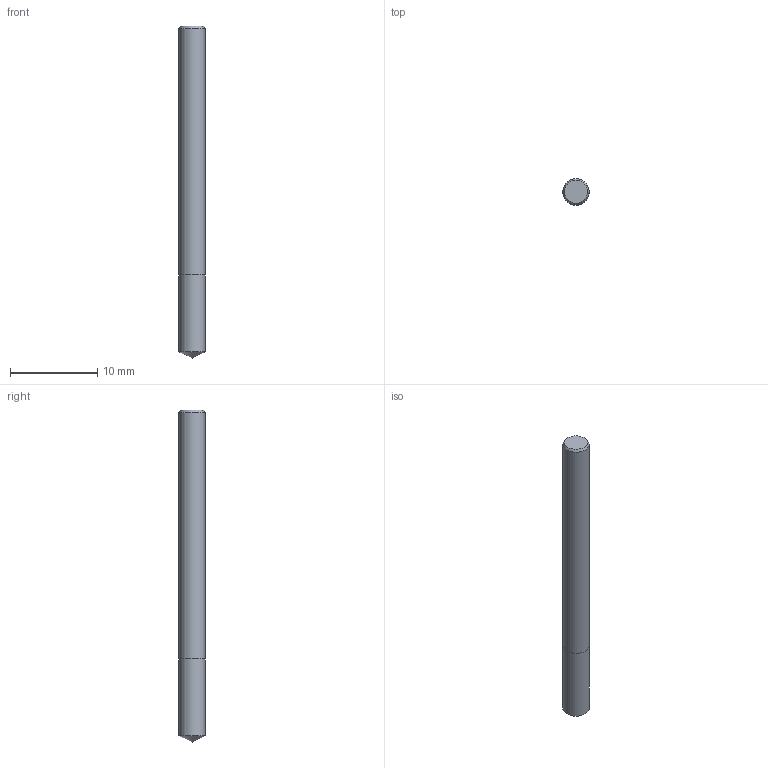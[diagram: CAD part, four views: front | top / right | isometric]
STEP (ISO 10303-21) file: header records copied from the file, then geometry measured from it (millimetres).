
FILE_DESCRIPTION(/* description */ (''),/* implementation_level */ '2;1');
FILE_NAME(/* name */ '462.1-0300-009A0-XM.stp',/* time_stamp */ '2024-12-10T11:42:22+00:00',/* author */ (''),/* organization */ (''),/* preprocessor_version */ 'ST-DEVELOPER v16.7',/* originating_system */ 'SIEMENS PLM Software NX 12.0',/* authorisation */ '');
FILE_SCHEMA (('AUTOMOTIVE_DESIGN { 1 0 10303 214 3 1 1 1 }'));
Length unit declared in the file: millimetre
Products named in the file (1): 462.1-0300-009A0-XM
Bounding box: 3 x 3 x 38 mm (x, y, z)
Volume: 265.1 mm3; surface area: 379.3 mm2
Topology: 2 solids, 2 shells, 7 faces, 20 edges, 27 vertices
Faces by surface type: plane 3, cone 2, cylinder 2
Full cylindrical faces by diameter (mm): 3 x2
Entity records: 311 total; most frequent: CARTESIAN_POINT 47, DIRECTION 41, STYLED_ITEM 18, PRESENTATION_STYLE_ASSIGNMENT 18, AXIS2_PLACEMENT_3D 17, CURVE_STYLE 12, DRAUGHTING_PRE_DEFINED_CURVE_FONT 12, EDGE_LOOP 10
